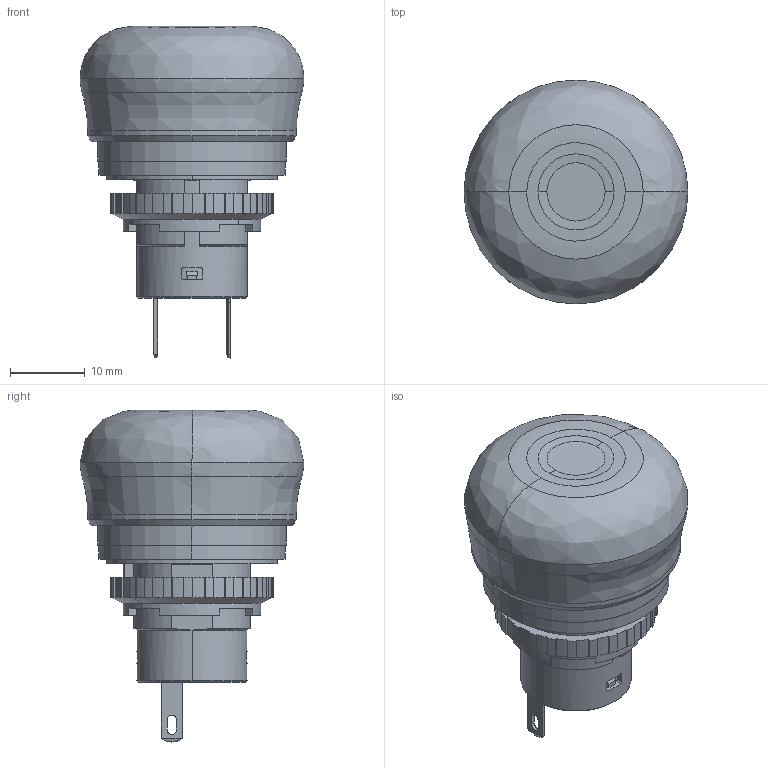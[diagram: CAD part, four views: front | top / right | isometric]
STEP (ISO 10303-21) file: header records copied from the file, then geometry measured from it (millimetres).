
FILE_DESCRIPTION (( 'STEP AP203' ), '1' );
FILE_NAME ('5-AB6E-3BV01PTRH.STEP', '2021-03-10T00:56:06', ( '' ), ( '' ), 'SwSTEP 2.0', 'SolidWorks 2019', '' );
FILE_SCHEMA (( 'CONFIG_CONTROL_DESIGN' ));
Length unit declared in the file: millimetre
Products named in the file (4): XA-LOCK-NUT_蹬怮椔; 5-AB6E-3BV01PTRH; A6-BODY-V-Y_1C_#110_蹬怮椔; A6-HANDLE-BV-RH_蹬怮椔
Assembly tree (3 placements, depth 2):
  5-AB6E-3BV01PTRH
    A6-BODY-V-Y_1C_#110_蹬怮椔
    A6-HANDLE-BV-RH_蹬怮椔
    XA-LOCK-NUT_蹬怮椔
Bounding box: 30 x 30 x 44.5 mm (x, y, z)
Volume: 19007.7 mm3; surface area: 6294 mm2
Topology: 3 solids, 3 shells, 278 faces, 757 edges, 494 vertices
Faces by surface type: plane 135, cylinder 106, cone 21, bspline 16
Entity records: 9736 total; most frequent: CARTESIAN_POINT 2297, ORIENTED_EDGE 1514, DIRECTION 1470, EDGE_CURVE 757, AXIS2_PLACEMENT_3D 543, VERTEX_POINT 494, VECTOR 384, LINE 384
